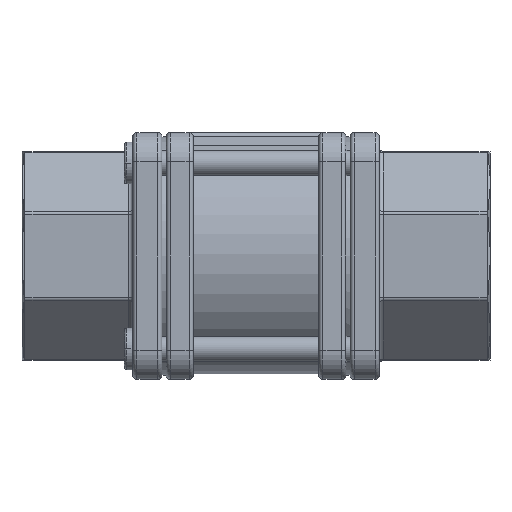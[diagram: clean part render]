
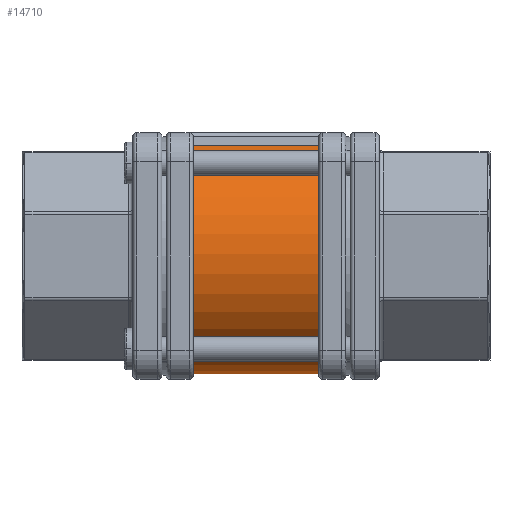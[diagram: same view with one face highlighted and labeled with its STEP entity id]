
A CAD part, front view. The second image highlights one B-rep face of the part: STEP entity #14710.
In plain terms, the highlighted cylindrical face has radius 28.25 mm (diameter 56.5 mm), a partial arc.
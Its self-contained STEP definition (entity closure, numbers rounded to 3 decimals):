
#3306=DIRECTION('',(1.,0.,0.));
#3307=VECTOR('',#3306,30.);
#3308=CARTESIAN_POINT('',(-15.,-10.046,26.403));
#3309=LINE('',#3308,#3307);
#3310=CARTESIAN_POINT('',(15.,0.,0.));
#3311=DIRECTION('',(1.,0.,0.));
#3312=DIRECTION('',(0.,-0.356,0.935));
#3313=AXIS2_PLACEMENT_3D('',#3310,#3311,#3312);
#3315=DIRECTION('',(1.,0.,0.));
#3316=VECTOR('',#3315,30.);
#3317=CARTESIAN_POINT('',(-15.,23.282,-16.));
#3318=LINE('',#3317,#3316);
#3319=CARTESIAN_POINT('',(-15.,0.,0.));
#3320=DIRECTION('',(-1.,0.,0.));
#3321=DIRECTION('',(0.,0.824,-0.566));
#3322=AXIS2_PLACEMENT_3D('',#3319,#3320,#3321);
#9100=CARTESIAN_POINT('',(-15.,-10.046,26.403));
#9102=VERTEX_POINT('',#9100);
#9108=CARTESIAN_POINT('',(15.,-10.046,26.403));
#9110=VERTEX_POINT('',#9108);
#9329=CARTESIAN_POINT('',(-15.,23.282,-16.));
#9330=CARTESIAN_POINT('',(15.,23.282,-16.));
#9331=VERTEX_POINT('',#9329);
#9332=VERTEX_POINT('',#9330);
#14698=CARTESIAN_POINT('',(-15.,0.,0.));
#14699=DIRECTION('',(1.,0.,0.));
#14700=DIRECTION('',(0.,0.,1.));
#14701=AXIS2_PLACEMENT_3D('',#14698,#14699,#14700);
#14702=CYLINDRICAL_SURFACE('',#14701,28.25);
#14703=ORIENTED_EDGE('',*,*,#13949,.T.);
#14704=ORIENTED_EDGE('',*,*,#14666,.T.);
#14706=ORIENTED_EDGE('',*,*,#14705,.F.);
#14707=ORIENTED_EDGE('',*,*,#13833,.T.);
#14708=EDGE_LOOP('',(#14703,#14704,#14706,#14707));
#14709=FACE_OUTER_BOUND('',#14708,.F.);
#14710=ADVANCED_FACE('',(#14709),#14702,.T.);
#3314=CIRCLE('',#3313,28.25);
#3323=CIRCLE('',#3322,28.25);
#13833=EDGE_CURVE('',#9331,#9102,#3323,.T.);
#13949=EDGE_CURVE('',#9102,#9110,#3309,.T.);
#14666=EDGE_CURVE('',#9110,#9332,#3314,.T.);
#14705=EDGE_CURVE('',#9331,#9332,#3318,.T.);
